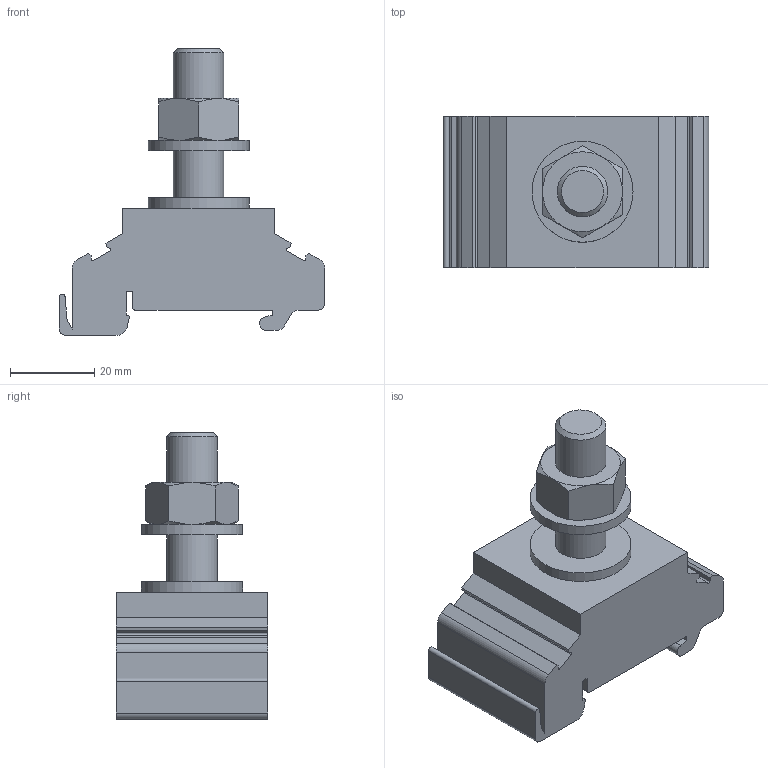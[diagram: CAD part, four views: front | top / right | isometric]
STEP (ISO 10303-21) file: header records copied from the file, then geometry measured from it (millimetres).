
FILE_DESCRIPTION(/* description */ ('Unknown'),/* implementation_level */ '2;1');
FILE_NAME(/* name */ 'WSS-12_35',/* time_stamp */ '2024-11-15T07:45:22-03:00',/* author */ ('Unknown'),/* organization */ ('Unknown'),/* preprocessor_version */ 'ST-DEVELOPER v16.7',/* originating_system */ 'Solid Edge',/* authorisation */ 'Unknown');
FILE_SCHEMA (('AUTOMOTIVE_DESIGN {1 0 10303 214 3 1 1}'));
Length unit declared in the file: millimetre
Products named in the file (1): WSS-12_35
Bounding box: 63.1 x 36 x 68.11 mm (x, y, z)
Volume: 55464.3 mm3; surface area: 13081.6 mm2
Topology: 1 solids, 1 shells, 70 faces, 188 edges, 125 vertices
Faces by surface type: plane 47, cylinder 20, cone 3
Full cylindrical faces by diameter (mm): 12 x2, 24 x2
Entity records: 2200 total; most frequent: CARTESIAN_POINT 433, ORIENTED_EDGE 358, DIRECTION 352, EDGE_CURVE 179, LINE 124, VECTOR 124, VERTEX_POINT 123, AXIS2_PLACEMENT_3D 114
